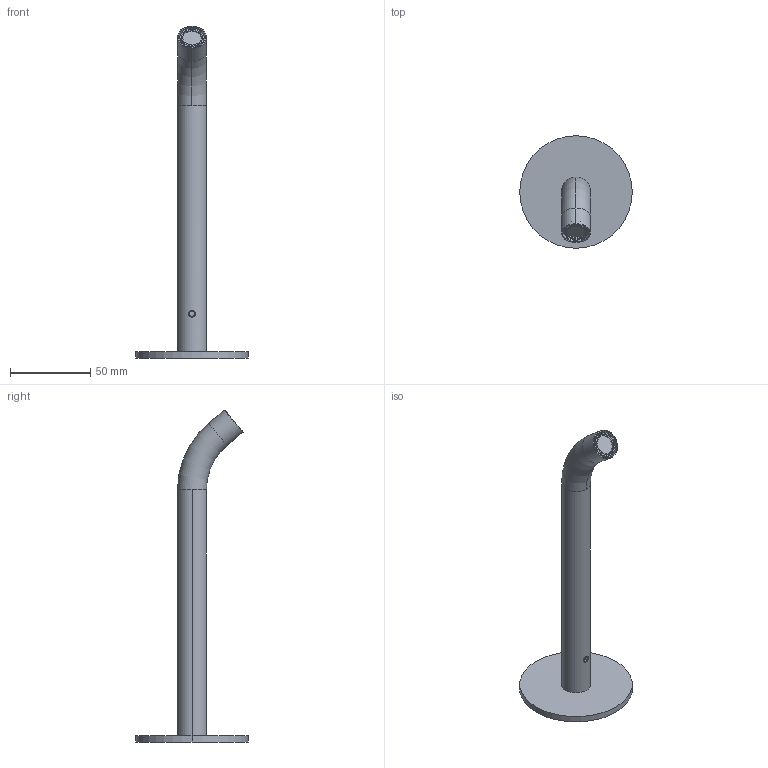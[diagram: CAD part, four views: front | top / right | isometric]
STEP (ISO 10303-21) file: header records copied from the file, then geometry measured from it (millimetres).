
FILE_DESCRIPTION (( 'STEP AP214' ), '1' );
FILE_NAME ('0001-032.250.STEP', '2022-11-07T16:30:13', ( 'Solid' ), ( '' ), 'SwSTEP 2.0', 'SolidWorks 2019', '' );
FILE_SCHEMA (( 'AUTOMOTIVE_DESIGN' ));
Length unit declared in the file: millimetre
Products named in the file (4): 0001-ESPELHO_Ø70_BICA_Ø18MM_000000000000; 0001-032.250; 011101102300; 0001-BICA_CURVA_LAV_ENCASTRAR_Ø18x1.5MM 250_
Assembly tree (3 placements, depth 2):
  0001-032.250
    0001-ESPELHO_Ø70_BICA_Ø18MM_000000000000
    011101102300
    0001-BICA_CURVA_LAV_ENCASTRAR_Ø18x1.5MM 250_
Bounding box: 70 x 70 x 206.67 mm (x, y, z)
Volume: 32487.1 mm3; surface area: 31551.8 mm2
Topology: 3 solids, 3 shells, 104 faces, 249 edges, 158 vertices
Faces by surface type: plane 46, cylinder 34, cone 16, torus 6, bspline 2
Entity records: 4567 total; most frequent: CARTESIAN_POINT 1856, DIRECTION 574, ORIENTED_EDGE 494, EDGE_CURVE 247, AXIS2_PLACEMENT_3D 230, VERTEX_POINT 158, CIRCLE 122, EDGE_LOOP 119
